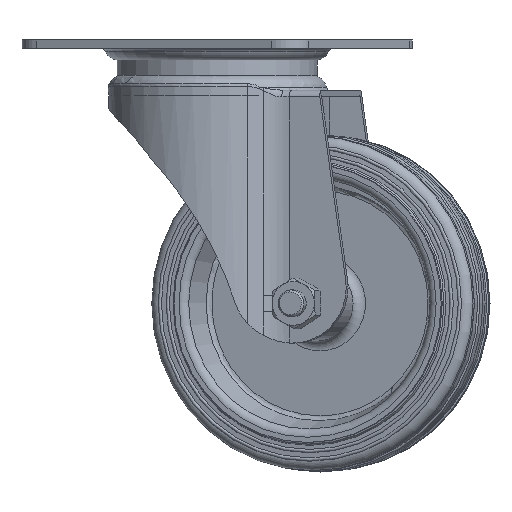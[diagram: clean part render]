
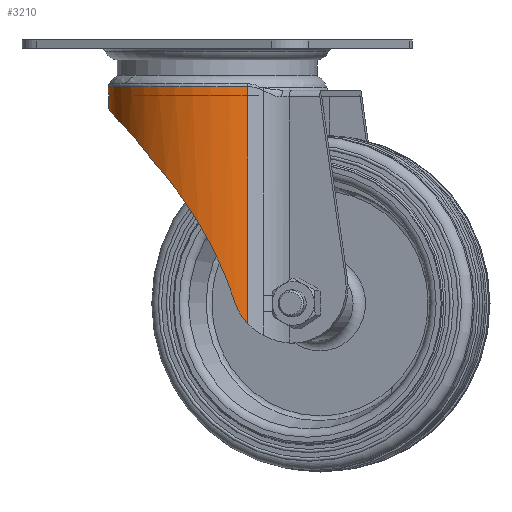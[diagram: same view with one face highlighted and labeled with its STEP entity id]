
A CAD part, front view. The second image highlights one B-rep face of the part: STEP entity #3210.
In plain terms, the highlighted cylindrical face has radius 32.25 mm (diameter 64.5 mm), a partial arc.
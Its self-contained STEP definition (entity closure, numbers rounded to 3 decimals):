
#247=B_SPLINE_CURVE_WITH_KNOTS('',3,(#6436,#6437,#6438,#6439,#6440,#6441,
#6442,#6443,#6444,#6445,#6446,#6447),.UNSPECIFIED.,.F.,.F.,(4,2,2,2,2,4),
(-19.953,-19.836,-18.007,-16.178,
-15.264,-14.839),.UNSPECIFIED.);
#248=B_SPLINE_CURVE_WITH_KNOTS('',3,(#6449,#6450,#6451,#6452,#6453,#6454,
#6455,#6456,#6457,#6458,#6459,#6460,#6461,#6462,#6463,#6464,#6465,#6466,
#6467,#6468,#6469,#6470,#6471,#6472,#6473,#6474,#6475,#6476,#6477,#6478),
 .UNSPECIFIED.,.F.,.F.,(4,2,2,2,2,2,2,2,2,2,2,2,2,2,4),(-14.313,
-13.756,-13.368,-12.979,-12.295,
-11.611,-10.927,-10.243,-9.559,-8.874,
-8.19,-7.506,-7.118,-6.729,
-6.173),.UNSPECIFIED.);
#249=B_SPLINE_CURVE_WITH_KNOTS('',3,(#6480,#6481,#6482,#6483,#6484,#6485,
#6486,#6487,#6488,#6489,#6490,#6491),.UNSPECIFIED.,.F.,.F.,(4,2,2,2,2,4),
(-6.827,-6.402,-5.487,-3.658,
-1.829,-1.713),.UNSPECIFIED.);
#250=B_SPLINE_CURVE_WITH_KNOTS('',3,(#6493,#6494,#6495,#6496,#6497,#6498),
 .UNSPECIFIED.,.F.,.F.,(4,2,4),(0.471,0.79,1.165),
 .UNSPECIFIED.);
#251=B_SPLINE_CURVE_WITH_KNOTS('',3,(#6501,#6502,#6503,#6504),
 .UNSPECIFIED.,.F.,.F.,(4,4),(0.,1.),.UNSPECIFIED.);
#252=B_SPLINE_CURVE_WITH_KNOTS('',3,(#6505,#6506,#6507,#6508,#6509,#6510),
 .UNSPECIFIED.,.F.,.F.,(4,2,4),(7.635,8.01,8.329),
 .UNSPECIFIED.);
#578=FACE_OUTER_BOUND('',#856,.T.);
#856=EDGE_LOOP('',(#2697,#2698,#2699,#2700,#2701,#2702,#2703,#2704));
#1088=LINE('',#6499,#1211);
#1211=VECTOR('',#4370,70.254);
#1366=CIRCLE('',#3551,32.25);
#1627=VERTEX_POINT('',#6087);
#1628=VERTEX_POINT('',#6088);
#1663=VERTEX_POINT('',#6434);
#1664=VERTEX_POINT('',#6435);
#1665=VERTEX_POINT('',#6448);
#1666=VERTEX_POINT('',#6479);
#1667=VERTEX_POINT('',#6492);
#1668=VERTEX_POINT('',#6500);
#2001=EDGE_CURVE('',#1627,#1628,#1366,.T.);
#2039=EDGE_CURVE('',#1663,#1664,#247,.T.);
#2040=EDGE_CURVE('',#1664,#1665,#248,.T.);
#2041=EDGE_CURVE('',#1665,#1666,#249,.T.);
#2042=EDGE_CURVE('',#1666,#1667,#250,.T.);
#2043=EDGE_CURVE('',#1667,#1627,#1088,.T.);
#2044=EDGE_CURVE('',#1628,#1668,#251,.T.);
#2045=EDGE_CURVE('',#1668,#1663,#252,.T.);
#2697=ORIENTED_EDGE('',*,*,#2039,.T.);
#2698=ORIENTED_EDGE('',*,*,#2040,.T.);
#2699=ORIENTED_EDGE('',*,*,#2041,.T.);
#2700=ORIENTED_EDGE('',*,*,#2042,.T.);
#2701=ORIENTED_EDGE('',*,*,#2043,.T.);
#2702=ORIENTED_EDGE('',*,*,#2001,.T.);
#2703=ORIENTED_EDGE('',*,*,#2044,.T.);
#2704=ORIENTED_EDGE('',*,*,#2045,.T.);
#3062=CYLINDRICAL_SURFACE('',#3576,32.25);
#3210=ADVANCED_FACE('',(#578),#3062,.T.);
#3551=AXIS2_PLACEMENT_3D('',#6089,#4316,#4317);
#3576=AXIS2_PLACEMENT_3D('',#6433,#4368,#4369);
#4316=DIRECTION('center_axis',(0.,0.,-1.));
#4317=DIRECTION('ref_axis',(1.,0.,0.));
#4368=DIRECTION('center_axis',(0.,0.,1.));
#4369=DIRECTION('ref_axis',(1.,0.,0.));
#4370=DIRECTION('',(0.,0.,1.));
#6087=CARTESIAN_POINT('',(17.252,-27.248,-12.86));
#6088=CARTESIAN_POINT('',(17.252,27.248,-12.86));
#6089=CARTESIAN_POINT('Origin',(0.,0.,-12.86));
#6433=CARTESIAN_POINT('Origin',(0.,0.,-90.6));
#6434=CARTESIAN_POINT('',(13.984,29.061,-77.099));
#6435=CARTESIAN_POINT('',(-12.182,29.861,-33.715));
#6436=CARTESIAN_POINT('Ctrl Pts',(13.984,29.061,-77.099));
#6437=CARTESIAN_POINT('Ctrl Pts',(13.874,29.113,-76.718));
#6438=CARTESIAN_POINT('Ctrl Pts',(13.763,29.166,-76.336));
#6439=CARTESIAN_POINT('Ctrl Pts',(11.863,30.054,-69.979));
#6440=CARTESIAN_POINT('Ctrl Pts',(9.484,30.965,-64.15));
#6441=CARTESIAN_POINT('Ctrl Pts',(3.708,32.172,-53.154));
#6442=CARTESIAN_POINT('Ctrl Pts',(0.311,32.469,-47.985));
#6443=CARTESIAN_POINT('Ctrl Pts',(-5.322,31.864,-40.925));
#6444=CARTESIAN_POINT('Ctrl Pts',(-7.287,31.487,-38.687));
#6445=CARTESIAN_POINT('Ctrl Pts',(-10.259,30.591,-35.594));
#6446=CARTESIAN_POINT('Ctrl Pts',(-11.215,30.255,-34.64));
#6447=CARTESIAN_POINT('Ctrl Pts',(-12.182,29.861,-33.715));
#6448=CARTESIAN_POINT('',(-12.182,-29.861,-33.715));
#6449=CARTESIAN_POINT('Ctrl Pts',(-12.182,29.861,-33.715));
#6450=CARTESIAN_POINT('Ctrl Pts',(-13.411,29.359,-32.303));
#6451=CARTESIAN_POINT('Ctrl Pts',(-14.739,28.726,-30.908));
#6452=CARTESIAN_POINT('Ctrl Pts',(-17.019,27.415,-28.716));
#6453=CARTESIAN_POINT('Ctrl Pts',(-17.963,26.808,-27.864));
#6454=CARTESIAN_POINT('Ctrl Pts',(-19.8,25.482,-26.296));
#6455=CARTESIAN_POINT('Ctrl Pts',(-20.693,24.762,-25.579));
#6456=CARTESIAN_POINT('Ctrl Pts',(-23.005,22.688,-23.809));
#6457=CARTESIAN_POINT('Ctrl Pts',(-24.462,21.131,-22.8));
#6458=CARTESIAN_POINT('Ctrl Pts',(-27.11,17.607,-21.097));
#6459=CARTESIAN_POINT('Ctrl Pts',(-28.299,15.639,-20.401));
#6460=CARTESIAN_POINT('Ctrl Pts',(-30.243,11.436,-19.318));
#6461=CARTESIAN_POINT('Ctrl Pts',(-31.,9.194,-18.929));
#6462=CARTESIAN_POINT('Ctrl Pts',(-32.004,4.617,-18.421));
#6463=CARTESIAN_POINT('Ctrl Pts',(-32.25,2.281,-18.302));
#6464=CARTESIAN_POINT('Ctrl Pts',(-32.25,-2.281,-18.302));
#6465=CARTESIAN_POINT('Ctrl Pts',(-32.004,-4.617,-18.421));
#6466=CARTESIAN_POINT('Ctrl Pts',(-31.,-9.194,-18.929));
#6467=CARTESIAN_POINT('Ctrl Pts',(-30.243,-11.436,-19.318));
#6468=CARTESIAN_POINT('Ctrl Pts',(-28.299,-15.639,-20.401));
#6469=CARTESIAN_POINT('Ctrl Pts',(-27.11,-17.607,-21.097));
#6470=CARTESIAN_POINT('Ctrl Pts',(-24.462,-21.131,-22.8));
#6471=CARTESIAN_POINT('Ctrl Pts',(-23.005,-22.688,-23.809));
#6472=CARTESIAN_POINT('Ctrl Pts',(-20.693,-24.762,-25.579));
#6473=CARTESIAN_POINT('Ctrl Pts',(-19.8,-25.482,-26.296));
#6474=CARTESIAN_POINT('Ctrl Pts',(-17.963,-26.808,-27.864));
#6475=CARTESIAN_POINT('Ctrl Pts',(-17.019,-27.415,-28.716));
#6476=CARTESIAN_POINT('Ctrl Pts',(-14.739,-28.726,-30.908));
#6477=CARTESIAN_POINT('Ctrl Pts',(-13.411,-29.359,-32.303));
#6478=CARTESIAN_POINT('Ctrl Pts',(-12.182,-29.861,-33.715));
#6479=CARTESIAN_POINT('',(13.984,-29.061,-77.099));
#6480=CARTESIAN_POINT('Ctrl Pts',(-12.182,-29.861,-33.715));
#6481=CARTESIAN_POINT('Ctrl Pts',(-11.215,-30.255,-34.64));
#6482=CARTESIAN_POINT('Ctrl Pts',(-10.259,-30.591,-35.594));
#6483=CARTESIAN_POINT('Ctrl Pts',(-7.287,-31.487,-38.687));
#6484=CARTESIAN_POINT('Ctrl Pts',(-5.322,-31.864,-40.925));
#6485=CARTESIAN_POINT('Ctrl Pts',(0.311,-32.469,-47.985));
#6486=CARTESIAN_POINT('Ctrl Pts',(3.708,-32.172,-53.154));
#6487=CARTESIAN_POINT('Ctrl Pts',(9.484,-30.965,-64.15));
#6488=CARTESIAN_POINT('Ctrl Pts',(11.863,-30.054,-69.979));
#6489=CARTESIAN_POINT('Ctrl Pts',(13.763,-29.166,-76.336));
#6490=CARTESIAN_POINT('Ctrl Pts',(13.874,-29.113,-76.718));
#6491=CARTESIAN_POINT('Ctrl Pts',(13.984,-29.061,-77.099));
#6492=CARTESIAN_POINT('',(17.252,-27.248,-83.114));
#6493=CARTESIAN_POINT('Ctrl Pts',(13.984,-29.061,-77.099));
#6494=CARTESIAN_POINT('Ctrl Pts',(14.292,-28.912,-78.137));
#6495=CARTESIAN_POINT('Ctrl Pts',(14.702,-28.709,-79.141));
#6496=CARTESIAN_POINT('Ctrl Pts',(15.779,-28.134,-81.188));
#6497=CARTESIAN_POINT('Ctrl Pts',(16.48,-27.736,-82.21));
#6498=CARTESIAN_POINT('Ctrl Pts',(17.252,-27.248,-83.114));
#6499=CARTESIAN_POINT('',(17.252,-27.248,-90.6));
#6500=CARTESIAN_POINT('',(17.252,27.247,-83.114));
#6501=CARTESIAN_POINT('Ctrl Pts',(17.252,27.248,-12.86));
#6502=CARTESIAN_POINT('Ctrl Pts',(17.252,27.247,-36.278));
#6503=CARTESIAN_POINT('Ctrl Pts',(17.253,27.247,-59.695));
#6504=CARTESIAN_POINT('Ctrl Pts',(17.253,27.247,-83.113));
#6505=CARTESIAN_POINT('Ctrl Pts',(17.252,27.248,-83.114));
#6506=CARTESIAN_POINT('Ctrl Pts',(16.48,27.736,-82.21));
#6507=CARTESIAN_POINT('Ctrl Pts',(15.779,28.134,-81.187));
#6508=CARTESIAN_POINT('Ctrl Pts',(14.702,28.709,-79.141));
#6509=CARTESIAN_POINT('Ctrl Pts',(14.292,28.912,-78.137));
#6510=CARTESIAN_POINT('Ctrl Pts',(13.984,29.061,-77.099));
